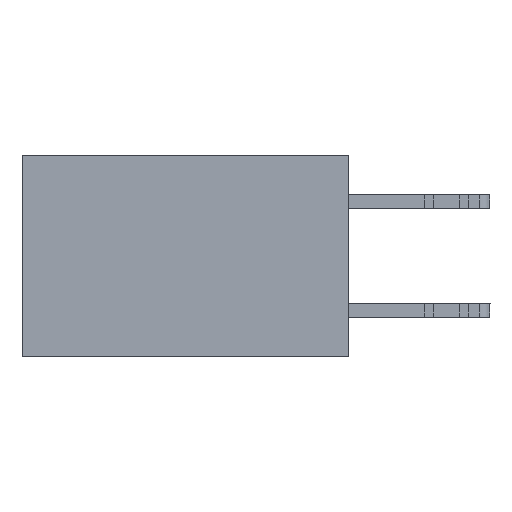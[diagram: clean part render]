
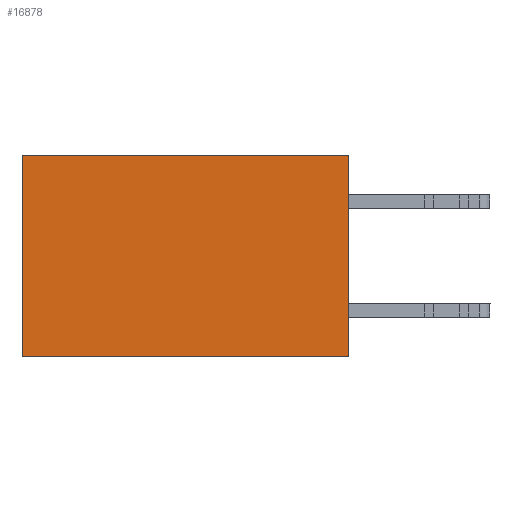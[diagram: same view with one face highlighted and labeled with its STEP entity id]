
A CAD part, left-side view. The second image highlights one B-rep face of the part: STEP entity #16878.
In plain terms, the highlighted planar face has unit normal (-1, 0, 0).
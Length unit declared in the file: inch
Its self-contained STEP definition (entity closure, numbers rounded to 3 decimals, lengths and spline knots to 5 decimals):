
#1619 = CARTESIAN_POINT ( 'NONE',  ( 0.298, 0.6, 0. ) ) ;
#1636 = DIRECTION ( 'NONE',  ( 0., 1., 0. ) ) ;
#2612 = CARTESIAN_POINT ( 'NONE',  ( 0.298, 0.6, 0. ) ) ;
#4142 = CARTESIAN_POINT ( 'NONE',  ( 0.298, 0., -0.37 ) ) ;
#4566 = DIRECTION ( 'NONE',  ( 0., 0., -1. ) ) ;
#7344 = CARTESIAN_POINT ( 'NONE',  ( 0.298, 0., 0. ) ) ;
#7425 = ORIENTED_EDGE ( 'NONE', *, *, #26494, .F. ) ;
#8553 = VERTEX_POINT ( 'NONE', #18831 ) ;
#9180 = PLANE ( 'NONE',  #27515 ) ;
#10392 = FACE_OUTER_BOUND ( 'NONE', #10550, .T. ) ;
#10503 = VERTEX_POINT ( 'NONE', #13622 ) ;
#10550 = EDGE_LOOP ( 'NONE', ( #30208, #7425, #16333, #27297 ) ) ;
#11481 = VERTEX_POINT ( 'NONE', #7344 ) ;
#12673 = LINE ( 'NONE', #16342, #19588 ) ;
#13622 = CARTESIAN_POINT ( 'NONE',  ( 0.298, 0., -0.37 ) ) ;
#13624 = EDGE_CURVE ( 'NONE', #11481, #10503, #12673, .T. ) ;
#15723 = CARTESIAN_POINT ( 'NONE',  ( 0.298, 0., 0. ) ) ;
#15807 = VERTEX_POINT ( 'NONE', #1619 ) ;
#16333 = ORIENTED_EDGE ( 'NONE', *, *, #13624, .F. ) ;
#16342 = CARTESIAN_POINT ( 'NONE',  ( 0.298, 0., 0. ) ) ;
#16641 = DIRECTION ( 'NONE',  ( 0., 0., -1. ) ) ;
#16878 = ADVANCED_FACE ( 'NONE', ( #10392 ), #9180, .F. ) ;
#17810 = EDGE_CURVE ( 'NONE', #11481, #15807, #29315, .T. ) ;
#18166 = LINE ( 'NONE', #2612, #30213 ) ;
#18831 = CARTESIAN_POINT ( 'NONE',  ( 0.298, 0.6, -0.37 ) ) ;
#19146 = LINE ( 'NONE', #4142, #24310 ) ;
#19588 = VECTOR ( 'NONE', #4566, 39.37008 ) ;
#20919 = DIRECTION ( 'NONE',  ( 1., 0., 0. ) ) ;
#23055 = DIRECTION ( 'NONE',  ( 0., 1., 0. ) ) ;
#24310 = VECTOR ( 'NONE', #23055, 39.37008 ) ;
#24584 = VECTOR ( 'NONE', #1636, 39.37008 ) ;
#25214 = EDGE_CURVE ( 'NONE', #15807, #8553, #18166, .T. ) ;
#25330 = DIRECTION ( 'NONE',  ( 0., 0., -1. ) ) ;
#25535 = CARTESIAN_POINT ( 'NONE',  ( 0.298, 0., 0. ) ) ;
#26494 = EDGE_CURVE ( 'NONE', #10503, #8553, #19146, .T. ) ;
#27297 = ORIENTED_EDGE ( 'NONE', *, *, #17810, .T. ) ;
#27515 = AXIS2_PLACEMENT_3D ( 'NONE', #25535, #20919, #25330 ) ;
#29315 = LINE ( 'NONE', #15723, #24584 ) ;
#30208 = ORIENTED_EDGE ( 'NONE', *, *, #25214, .T. ) ;
#30213 = VECTOR ( 'NONE', #16641, 39.37008 ) ;
